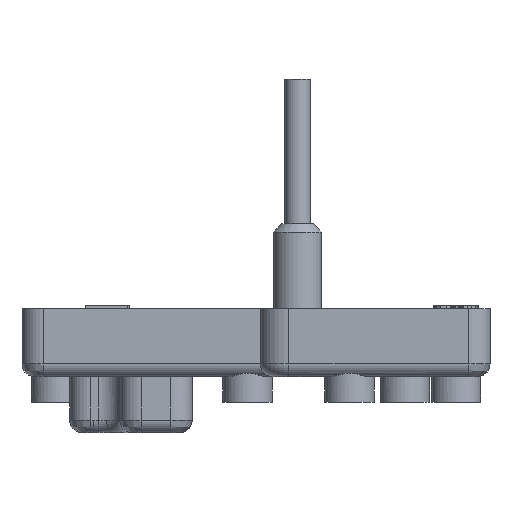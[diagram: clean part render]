
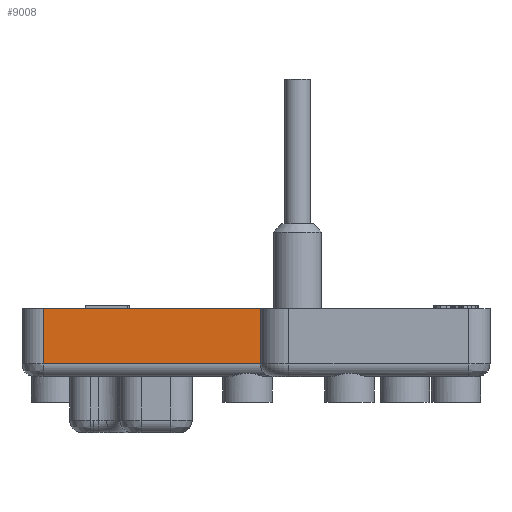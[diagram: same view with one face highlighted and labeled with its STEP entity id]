
A CAD part, left-side view. The second image highlights one B-rep face of the part: STEP entity #9008.
In plain terms, the highlighted planar face has unit normal (-1, 0, 0).
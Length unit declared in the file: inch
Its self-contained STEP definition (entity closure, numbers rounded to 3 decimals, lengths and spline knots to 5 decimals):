
#5324=CARTESIAN_POINT('',(-0.9498,0.50197,0.07874));
#5325=VERTEX_POINT('',#5324);
#5333=CARTESIAN_POINT('',(-0.9498,-0.10728,0.07874));
#5334=VERTEX_POINT('',#5333);
#5335=CARTESIAN_POINT('',(-0.9498,-0.10728,0.07874));
#5336=DIRECTION('',(0.0,1.0,0.0));
#5337=VECTOR('',#5336,0.60925);
#5338=LINE('',#5335,#5337);
#5339=EDGE_CURVE('',#5334,#5325,#5338,.T.);
#7594=CARTESIAN_POINT('',(-0.9498,-0.10728,-0.04921));
#7595=VERTEX_POINT('',#7594);
#7656=CARTESIAN_POINT('',(-0.9498,0.50197,-0.04921));
#7657=VERTEX_POINT('',#7656);
#7658=CARTESIAN_POINT('',(-0.9498,-0.10728,-0.04921));
#7659=DIRECTION('',(0.0,1.0,0.0));
#7660=VECTOR('',#7659,0.60925);
#7661=LINE('',#7658,#7660);
#7662=EDGE_CURVE('',#7595,#7657,#7661,.T.);
#8981=CARTESIAN_POINT('',(-0.9498,0.50197,-0.04921));
#8982=DIRECTION('',(0.0,0.0,1.0));
#8983=VECTOR('',#8982,0.12795);
#8984=LINE('',#8981,#8983);
#8985=EDGE_CURVE('',#7657,#5325,#8984,.T.);
#8992=CARTESIAN_POINT('',(-0.9498,0.,0.0));
#8993=DIRECTION('',(-1.0,0.0,0.0));
#8994=DIRECTION('',(0.0,0.0,1.0));
#8995=AXIS2_PLACEMENT_3D('',#8992,#8993,#8994);
#8996=PLANE('',#8995);
#8997=ORIENTED_EDGE('',*,*,#7662,.F.);
#8998=CARTESIAN_POINT('',(-0.9498,-0.10728,0.07874));
#8999=DIRECTION('',(0.0,0.0,-1.0));
#9000=VECTOR('',#8999,0.12795);
#9001=LINE('',#8998,#9000);
#9002=EDGE_CURVE('',#5334,#7595,#9001,.T.);
#9003=ORIENTED_EDGE('',*,*,#9002,.F.);
#9004=ORIENTED_EDGE('',*,*,#5339,.T.);
#9005=ORIENTED_EDGE('',*,*,#8985,.F.);
#9006=EDGE_LOOP('',(#8997,#9003,#9004,#9005));
#9007=FACE_OUTER_BOUND('',#9006,.T.);
#9008=ADVANCED_FACE('',(#9007),#8996,.T.);
